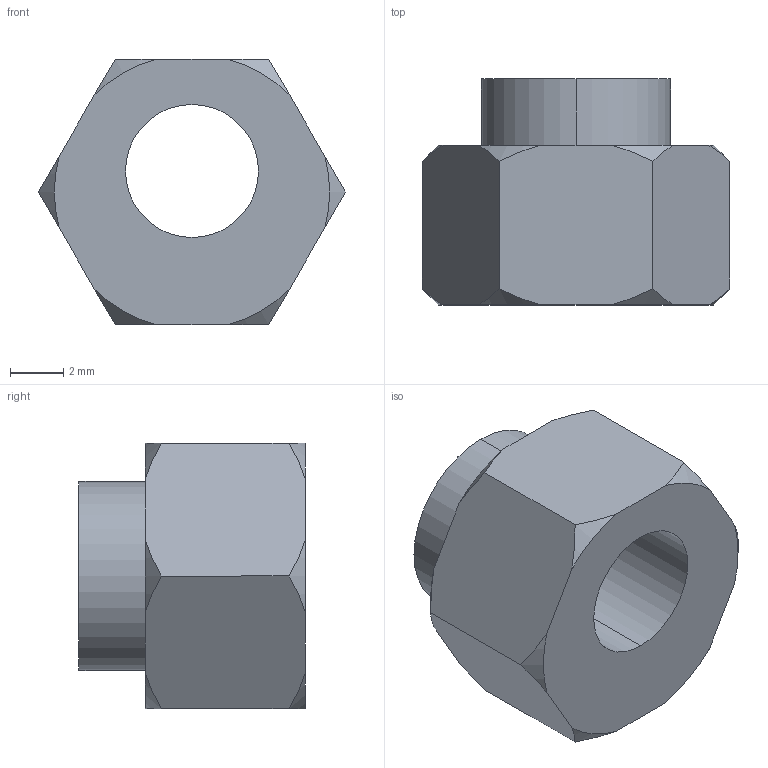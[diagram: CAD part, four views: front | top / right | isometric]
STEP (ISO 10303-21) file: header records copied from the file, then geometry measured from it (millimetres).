
FILE_DESCRIPTION (( 'STEP AP214' ), '1' );
FILE_NAME ('dai l?ch tr?c.STEP', '2025-04-26T13:51:59', ( '' ), ( '' ), 'SwSTEP 2.0', 'SolidWorks 2024', '' );
FILE_SCHEMA (( 'AUTOMOTIVE_DESIGN' ));
Length unit declared in the file: millimetre
Products named in the file (1): đai lệch trục
Bounding box: 11.55 x 8.5 x 10 mm (x, y, z)
Volume: 450.3 mm3; surface area: 524.7 mm2
Topology: 1 solids, 1 shells, 25 faces, 66 edges, 44 vertices
Faces by surface type: cone 12, plane 9, cylinder 4
Entity records: 783 total; most frequent: CARTESIAN_POINT 184, ORIENTED_EDGE 132, DIRECTION 114, EDGE_CURVE 66, AXIS2_PLACEMENT_3D 46, VERTEX_POINT 44, EDGE_LOOP 28, FACE_OUTER_BOUND 25
